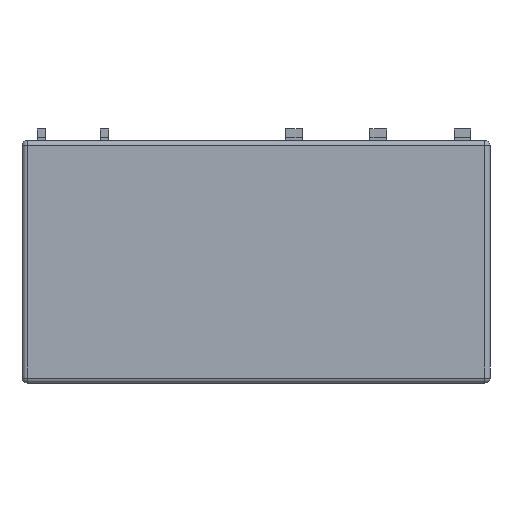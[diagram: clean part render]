
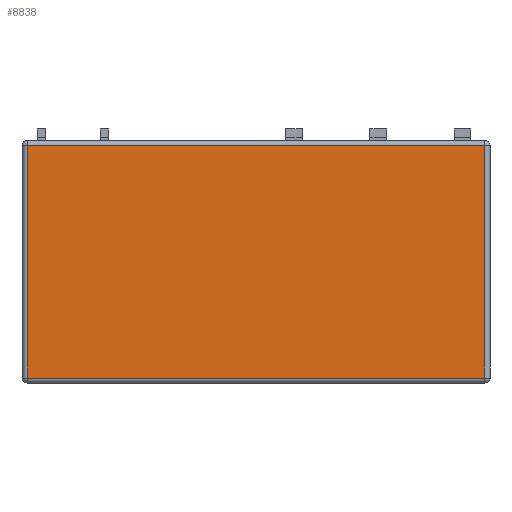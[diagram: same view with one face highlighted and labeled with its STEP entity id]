
A CAD part, front view. The second image highlights one B-rep face of the part: STEP entity #8838.
In plain terms, the highlighted planar face has unit normal (0, -1, 0).
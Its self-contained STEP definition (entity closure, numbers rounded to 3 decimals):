
#58 = EDGE_CURVE ( 'NONE', #2089, #501, #4318, .T. ) ;
#185 = DIRECTION ( 'NONE',  ( 0., 0., -1. ) ) ;
#501 = VERTEX_POINT ( 'NONE', #6797 ) ;
#544 = LINE ( 'NONE', #551, #11060 ) ;
#551 = CARTESIAN_POINT ( 'NONE',  ( 0., 0., -0.75 ) ) ;
#1098 = CARTESIAN_POINT ( 'NONE',  ( -13.7, 0., -14.65 ) ) ;
#1536 = VECTOR ( 'NONE', #185, 1000. ) ;
#2089 = VERTEX_POINT ( 'NONE', #5396 ) ;
#3664 = CARTESIAN_POINT ( 'NONE',  ( 0., 0., -14.65 ) ) ;
#4187 = EDGE_CURVE ( 'NONE', #501, #11242, #544, .T. ) ;
#4318 = LINE ( 'NONE', #5770, #9255 ) ;
#5159 = PLANE ( 'NONE',  #8271 ) ;
#5396 = CARTESIAN_POINT ( 'NONE',  ( 13.7, 0., -14.65 ) ) ;
#5651 = EDGE_LOOP ( 'NONE', ( #6723, #10248, #11566, #10368 ) ) ;
#5770 = CARTESIAN_POINT ( 'NONE',  ( 13.7, 0., 0. ) ) ;
#5965 = VERTEX_POINT ( 'NONE', #1098 ) ;
#6154 = DIRECTION ( 'NONE',  ( 0., 0., 1. ) ) ;
#6723 = ORIENTED_EDGE ( 'NONE', *, *, #4187, .T. ) ;
#6797 = CARTESIAN_POINT ( 'NONE',  ( 13.7, 0., -0.75 ) ) ;
#7771 = DIRECTION ( 'NONE',  ( 0., 0., 1. ) ) ;
#8069 = CARTESIAN_POINT ( 'NONE',  ( 0., 0., 0. ) ) ;
#8271 = AXIS2_PLACEMENT_3D ( 'NONE', #8069, #12057, #6154 ) ;
#8460 = DIRECTION ( 'NONE',  ( -1., 0., 0. ) ) ;
#8838 = ADVANCED_FACE ( 'NONE', ( #9597 ), #5159, .F. ) ;
#9255 = VECTOR ( 'NONE', #7771, 1000. ) ;
#9597 = FACE_OUTER_BOUND ( 'NONE', #5651, .T. ) ;
#9918 = EDGE_CURVE ( 'NONE', #11242, #5965, #10803, .T. ) ;
#10248 = ORIENTED_EDGE ( 'NONE', *, *, #9918, .T. ) ;
#10368 = ORIENTED_EDGE ( 'NONE', *, *, #58, .T. ) ;
#10690 = CARTESIAN_POINT ( 'NONE',  ( -13.7, 0., -0.75 ) ) ;
#10731 = EDGE_CURVE ( 'NONE', #5965, #2089, #12341, .T. ) ;
#10803 = LINE ( 'NONE', #12030, #1536 ) ;
#11060 = VECTOR ( 'NONE', #8460, 1000. ) ;
#11242 = VERTEX_POINT ( 'NONE', #10690 ) ;
#11566 = ORIENTED_EDGE ( 'NONE', *, *, #10731, .T. ) ;
#11586 = DIRECTION ( 'NONE',  ( 1., 0., 0. ) ) ;
#12030 = CARTESIAN_POINT ( 'NONE',  ( -13.7, 0., 0. ) ) ;
#12031 = VECTOR ( 'NONE', #11586, 1000. ) ;
#12057 = DIRECTION ( 'NONE',  ( 0., 1., 0. ) ) ;
#12341 = LINE ( 'NONE', #3664, #12031 ) ;
